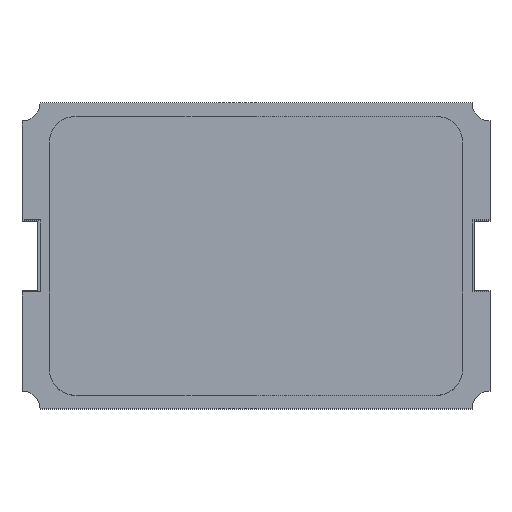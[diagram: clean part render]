
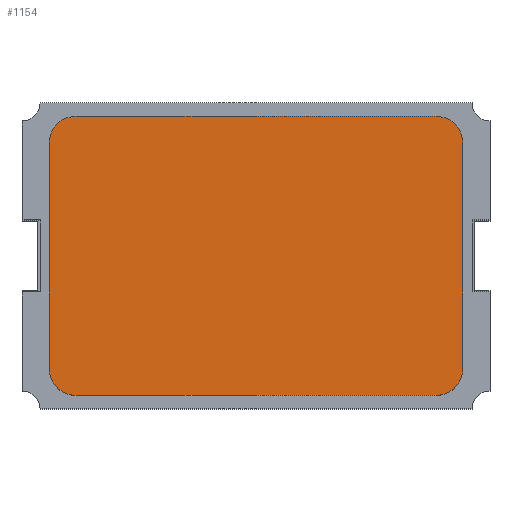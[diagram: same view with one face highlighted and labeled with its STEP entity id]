
A CAD part, top view. The second image highlights one B-rep face of the part: STEP entity #1154.
In plain terms, the highlighted planar face has unit normal (0, 0, 1).
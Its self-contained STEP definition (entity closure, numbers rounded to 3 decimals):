
#96 = CARTESIAN_POINT ( 'NONE',  ( 2., -1.25, 1.3 ) ) ;
#145 = ORIENTED_EDGE ( 'NONE', *, *, #2180, .F. ) ;
#184 = PLANE ( 'NONE',  #939 ) ;
#185 = ORIENTED_EDGE ( 'NONE', *, *, #2047, .F. ) ;
#263 = DIRECTION ( 'NONE',  ( -1., 0., 0. ) ) ;
#267 = EDGE_CURVE ( 'NONE', #1383, #1824, #1966, .T. ) ;
#268 = CARTESIAN_POINT ( 'NONE',  ( -2.3, -1.25, 1.3 ) ) ;
#348 = VECTOR ( 'NONE', #874, 1000. ) ;
#383 = LINE ( 'NONE', #2776, #1028 ) ;
#389 = EDGE_CURVE ( 'NONE', #2281, #575, #2200, .T. ) ;
#431 = CARTESIAN_POINT ( 'NONE',  ( 2., -1.55, 1.3 ) ) ;
#445 = ORIENTED_EDGE ( 'NONE', *, *, #2139, .F. ) ;
#450 = LINE ( 'NONE', #2611, #348 ) ;
#567 = EDGE_CURVE ( 'NONE', #1990, #2278, #724, .T. ) ;
#575 = VERTEX_POINT ( 'NONE', #431 ) ;
#580 = CARTESIAN_POINT ( 'NONE',  ( 2.3, 1.25, 1.3 ) ) ;
#591 = DIRECTION ( 'NONE',  ( 0., 1., 0. ) ) ;
#653 = CARTESIAN_POINT ( 'NONE',  ( -2., -1.25, 1.3 ) ) ;
#724 = CIRCLE ( 'NONE', #1178, 0.3 ) ;
#786 = DIRECTION ( 'NONE',  ( 1., 0., 0. ) ) ;
#842 = EDGE_CURVE ( 'NONE', #1824, #1531, #1738, .T. ) ;
#848 = CARTESIAN_POINT ( 'NONE',  ( 2., 1.55, 1.3 ) ) ;
#863 = VECTOR ( 'NONE', #1922, 1000. ) ;
#874 = DIRECTION ( 'NONE',  ( -1., 0., 0. ) ) ;
#895 = AXIS2_PLACEMENT_3D ( 'NONE', #1924, #1904, #1099 ) ;
#932 = DIRECTION ( 'NONE',  ( 0., 0., -1. ) ) ;
#937 = CARTESIAN_POINT ( 'NONE',  ( 2.3, -1.25, 1.3 ) ) ;
#939 = AXIS2_PLACEMENT_3D ( 'NONE', #2490, #984, #786 ) ;
#959 = DIRECTION ( 'NONE',  ( 0., 0., -1. ) ) ;
#984 = DIRECTION ( 'NONE',  ( 0., 0., 1. ) ) ;
#997 = AXIS2_PLACEMENT_3D ( 'NONE', #96, #932, #2242 ) ;
#1028 = VECTOR ( 'NONE', #591, 1000. ) ;
#1099 = DIRECTION ( 'NONE',  ( -1., 0., 0. ) ) ;
#1154 = ADVANCED_FACE ( 'NONE', ( #2546 ), #184, .T. ) ;
#1159 = CARTESIAN_POINT ( 'NONE',  ( -2.3, 1.25, 1.3 ) ) ;
#1178 = AXIS2_PLACEMENT_3D ( 'NONE', #653, #959, #1783 ) ;
#1217 = LINE ( 'NONE', #580, #2470 ) ;
#1315 = CARTESIAN_POINT ( 'NONE',  ( -2., 1.25, 1.3 ) ) ;
#1383 = VERTEX_POINT ( 'NONE', #1159 ) ;
#1441 = EDGE_CURVE ( 'NONE', #1604, #2281, #1217, .T. ) ;
#1493 = EDGE_LOOP ( 'NONE', ( #1542, #185, #2813, #145, #2207, #1883, #445, #2330 ) ) ;
#1531 = VERTEX_POINT ( 'NONE', #848 ) ;
#1542 = ORIENTED_EDGE ( 'NONE', *, *, #267, .F. ) ;
#1604 = VERTEX_POINT ( 'NONE', #2164 ) ;
#1607 = CARTESIAN_POINT ( 'NONE',  ( -2., -1.55, 1.3 ) ) ;
#1738 = LINE ( 'NONE', #2007, #863 ) ;
#1783 = DIRECTION ( 'NONE',  ( -1., 0., 0. ) ) ;
#1824 = VERTEX_POINT ( 'NONE', #2379 ) ;
#1883 = ORIENTED_EDGE ( 'NONE', *, *, #1441, .F. ) ;
#1904 = DIRECTION ( 'NONE',  ( 0., 0., -1. ) ) ;
#1922 = DIRECTION ( 'NONE',  ( 1., 0., 0. ) ) ;
#1924 = CARTESIAN_POINT ( 'NONE',  ( 2., 1.25, 1.3 ) ) ;
#1966 = CIRCLE ( 'NONE', #2430, 0.3 ) ;
#1990 = VERTEX_POINT ( 'NONE', #1607 ) ;
#2007 = CARTESIAN_POINT ( 'NONE',  ( -2., 1.55, 1.3 ) ) ;
#2047 = EDGE_CURVE ( 'NONE', #2278, #1383, #383, .T. ) ;
#2139 = EDGE_CURVE ( 'NONE', #1531, #1604, #2805, .T. ) ;
#2164 = CARTESIAN_POINT ( 'NONE',  ( 2.3, 1.25, 1.3 ) ) ;
#2180 = EDGE_CURVE ( 'NONE', #575, #1990, #450, .T. ) ;
#2195 = DIRECTION ( 'NONE',  ( 0., 0., -1. ) ) ;
#2200 = CIRCLE ( 'NONE', #997, 0.3 ) ;
#2207 = ORIENTED_EDGE ( 'NONE', *, *, #389, .F. ) ;
#2242 = DIRECTION ( 'NONE',  ( -1., 0., 0. ) ) ;
#2278 = VERTEX_POINT ( 'NONE', #268 ) ;
#2281 = VERTEX_POINT ( 'NONE', #937 ) ;
#2330 = ORIENTED_EDGE ( 'NONE', *, *, #842, .F. ) ;
#2379 = CARTESIAN_POINT ( 'NONE',  ( -2., 1.55, 1.3 ) ) ;
#2430 = AXIS2_PLACEMENT_3D ( 'NONE', #1315, #2195, #263 ) ;
#2470 = VECTOR ( 'NONE', #2740, 1000. ) ;
#2490 = CARTESIAN_POINT ( 'NONE',  ( -2.3, -1.25, 1.3 ) ) ;
#2546 = FACE_OUTER_BOUND ( 'NONE', #1493, .T. ) ;
#2611 = CARTESIAN_POINT ( 'NONE',  ( 2., -1.55, 1.3 ) ) ;
#2740 = DIRECTION ( 'NONE',  ( 0., -1., 0. ) ) ;
#2776 = CARTESIAN_POINT ( 'NONE',  ( -2.3, -1.25, 1.3 ) ) ;
#2805 = CIRCLE ( 'NONE', #895, 0.3 ) ;
#2813 = ORIENTED_EDGE ( 'NONE', *, *, #567, .F. ) ;
